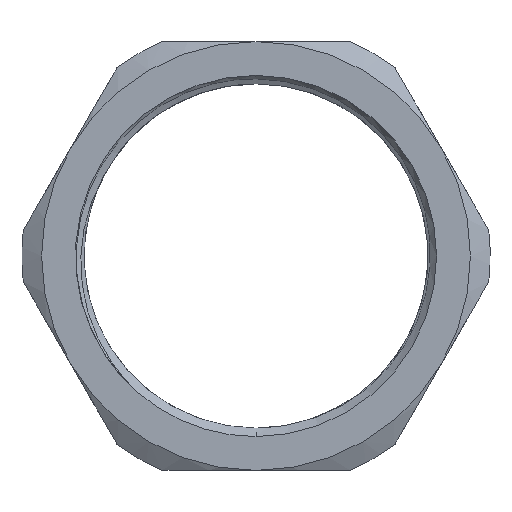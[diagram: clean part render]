
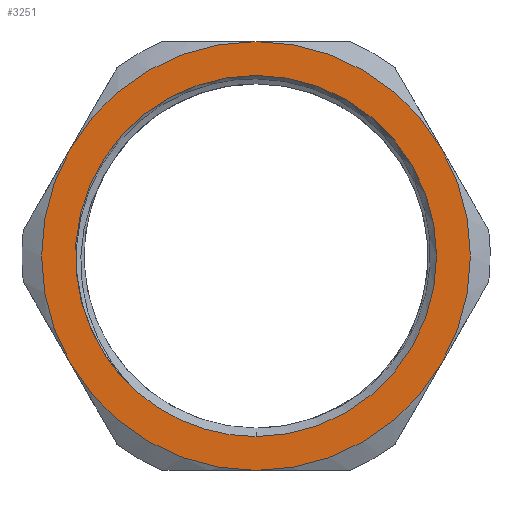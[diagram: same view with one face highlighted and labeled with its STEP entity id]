
A CAD part, front view. The second image highlights one B-rep face of the part: STEP entity #3251.
In plain terms, the highlighted planar face has unit normal (0, -1, 0).
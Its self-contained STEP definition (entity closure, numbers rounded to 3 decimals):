
#15 = DIRECTION ( 'NONE',  ( 0., 0., 1. ) ) ;
#54 = DIRECTION ( 'NONE',  ( 0., 0., 1. ) ) ;
#67 = CARTESIAN_POINT ( 'NONE',  ( 0., 0., 0. ) ) ;
#85 = EDGE_CURVE ( 'NONE', #3231, #2661, #2030, .T. ) ;
#136 = DIRECTION ( 'NONE',  ( 0., -1., 0. ) ) ;
#192 = AXIS2_PLACEMENT_3D ( 'NONE', #67, #731, #992 ) ;
#229 = DIRECTION ( 'NONE',  ( 0., 0., -1. ) ) ;
#256 = ORIENTED_EDGE ( 'NONE', *, *, #3852, .T. ) ;
#259 = AXIS2_PLACEMENT_3D ( 'NONE', #1868, #2527, #579 ) ;
#350 = EDGE_CURVE ( 'NONE', #3678, #2210, #2850, .T. ) ;
#358 = DIRECTION ( 'NONE',  ( 0., 1., 0. ) ) ;
#401 = AXIS2_PLACEMENT_3D ( 'NONE', #1706, #2368, #54 ) ;
#559 = CARTESIAN_POINT ( 'NONE',  ( 0., 0., 0. ) ) ;
#579 = DIRECTION ( 'NONE',  ( 0., 0., 1. ) ) ;
#646 = ORIENTED_EDGE ( 'NONE', *, *, #85, .T. ) ;
#680 = FACE_OUTER_BOUND ( 'NONE', #3925, .T. ) ;
#686 = CARTESIAN_POINT ( 'NONE',  ( 0., 0., 0. ) ) ;
#731 = DIRECTION ( 'NONE',  ( 0., -1., 0. ) ) ;
#741 = EDGE_CURVE ( 'NONE', #2023, #1947, #2939, .T. ) ;
#757 = EDGE_CURVE ( 'NONE', #2223, #1880, #3483, .T. ) ;
#928 = VERTEX_POINT ( 'NONE', #3103 ) ;
#948 = CARTESIAN_POINT ( 'NONE',  ( 16.454, 0., -9.5 ) ) ;
#992 = DIRECTION ( 'NONE',  ( 0., 0., -1. ) ) ;
#1077 = CIRCLE ( 'NONE', #1370, 19. ) ;
#1105 = DIRECTION ( 'NONE',  ( 0., 0., 1. ) ) ;
#1196 = CARTESIAN_POINT ( 'NONE',  ( 0., 0., 0. ) ) ;
#1206 = CARTESIAN_POINT ( 'NONE',  ( 0., 0., -19. ) ) ;
#1226 = CIRCLE ( 'NONE', #259, 16. ) ;
#1269 = CARTESIAN_POINT ( 'NONE',  ( 0., 0., 19. ) ) ;
#1297 = CIRCLE ( 'NONE', #3282, 16. ) ;
#1355 = AXIS2_PLACEMENT_3D ( 'NONE', #2525, #2565, #3232 ) ;
#1370 = AXIS2_PLACEMENT_3D ( 'NONE', #3113, #136, #2813 ) ;
#1381 = CARTESIAN_POINT ( 'NONE',  ( -14.57, 0., -6.613 ) ) ;
#1459 = ORIENTED_EDGE ( 'NONE', *, *, #3729, .T. ) ;
#1602 = DIRECTION ( 'NONE',  ( 0., 0., -1. ) ) ;
#1603 = ORIENTED_EDGE ( 'NONE', *, *, #757, .T. ) ;
#1612 = AXIS2_PLACEMENT_3D ( 'NONE', #686, #2628, #15 ) ;
#1617 = EDGE_CURVE ( 'NONE', #1947, #3231, #3086, .T. ) ;
#1706 = CARTESIAN_POINT ( 'NONE',  ( 0., 0., 0. ) ) ;
#1726 = CARTESIAN_POINT ( 'NONE',  ( 0., 0., 16. ) ) ;
#1823 = CARTESIAN_POINT ( 'NONE',  ( 0., 0., 0. ) ) ;
#1868 = CARTESIAN_POINT ( 'NONE',  ( 0., 0., 0. ) ) ;
#1880 = VERTEX_POINT ( 'NONE', #948 ) ;
#1947 = VERTEX_POINT ( 'NONE', #1269 ) ;
#1978 = EDGE_CURVE ( 'NONE', #2429, #3678, #1226, .T. ) ;
#1983 = CIRCLE ( 'NONE', #192, 19. ) ;
#2023 = VERTEX_POINT ( 'NONE', #2613 ) ;
#2030 = CIRCLE ( 'NONE', #3789, 19. ) ;
#2055 = CIRCLE ( 'NONE', #2394, 16. ) ;
#2182 = EDGE_LOOP ( 'NONE', ( #256, #2687, #2982, #1459 ) ) ;
#2210 = VERTEX_POINT ( 'NONE', #3486 ) ;
#2223 = VERTEX_POINT ( 'NONE', #1206 ) ;
#2226 = ORIENTED_EDGE ( 'NONE', *, *, #3898, .T. ) ;
#2262 = CARTESIAN_POINT ( 'NONE',  ( -16.454, 0., 9.5 ) ) ;
#2270 = DIRECTION ( 'NONE',  ( 0., -1., 0. ) ) ;
#2288 = ORIENTED_EDGE ( 'NONE', *, *, #1617, .T. ) ;
#2368 = DIRECTION ( 'NONE',  ( 0., 1., 0. ) ) ;
#2394 = AXIS2_PLACEMENT_3D ( 'NONE', #1823, #3781, #1105 ) ;
#2395 = AXIS2_PLACEMENT_3D ( 'NONE', #1196, #2918, #229 ) ;
#2429 = VERTEX_POINT ( 'NONE', #1381 ) ;
#2499 = CARTESIAN_POINT ( 'NONE',  ( -16.454, 0., -9.5 ) ) ;
#2525 = CARTESIAN_POINT ( 'NONE',  ( 0., 0., 0. ) ) ;
#2527 = DIRECTION ( 'NONE',  ( 0., 1., 0. ) ) ;
#2565 = DIRECTION ( 'NONE',  ( 0., -1., 0. ) ) ;
#2613 = CARTESIAN_POINT ( 'NONE',  ( 16.454, 0., 9.5 ) ) ;
#2628 = DIRECTION ( 'NONE',  ( 0., 1., 0. ) ) ;
#2661 = VERTEX_POINT ( 'NONE', #2499 ) ;
#2673 = CARTESIAN_POINT ( 'NONE',  ( 0., 0., 0. ) ) ;
#2687 = ORIENTED_EDGE ( 'NONE', *, *, #1978, .T. ) ;
#2709 = FACE_BOUND ( 'NONE', #2182, .T. ) ;
#2810 = ORIENTED_EDGE ( 'NONE', *, *, #741, .T. ) ;
#2813 = DIRECTION ( 'NONE',  ( 0., 0., -1. ) ) ;
#2850 = CIRCLE ( 'NONE', #1612, 16. ) ;
#2918 = DIRECTION ( 'NONE',  ( 0., -1., 0. ) ) ;
#2939 = CIRCLE ( 'NONE', #1355, 19. ) ;
#2982 = ORIENTED_EDGE ( 'NONE', *, *, #350, .T. ) ;
#3086 = CIRCLE ( 'NONE', #2395, 19. ) ;
#3103 = CARTESIAN_POINT ( 'NONE',  ( -10.58, 0., -12.003 ) ) ;
#3113 = CARTESIAN_POINT ( 'NONE',  ( 0., 0., 0. ) ) ;
#3200 = ORIENTED_EDGE ( 'NONE', *, *, #4165, .T. ) ;
#3231 = VERTEX_POINT ( 'NONE', #2262 ) ;
#3232 = DIRECTION ( 'NONE',  ( 0., 0., -1. ) ) ;
#3251 = ADVANCED_FACE ( 'NONE', ( #2709, #680 ), #3961, .F. ) ;
#3282 = AXIS2_PLACEMENT_3D ( 'NONE', #3683, #358, #3308 ) ;
#3308 = DIRECTION ( 'NONE',  ( 0., 0., 1. ) ) ;
#3353 = DIRECTION ( 'NONE',  ( 0., -1., 0. ) ) ;
#3483 = CIRCLE ( 'NONE', #3747, 19. ) ;
#3486 = CARTESIAN_POINT ( 'NONE',  ( 0., 0., -16. ) ) ;
#3678 = VERTEX_POINT ( 'NONE', #1726 ) ;
#3683 = CARTESIAN_POINT ( 'NONE',  ( 0., 0., 0. ) ) ;
#3729 = EDGE_CURVE ( 'NONE', #2210, #928, #1297, .T. ) ;
#3747 = AXIS2_PLACEMENT_3D ( 'NONE', #559, #2270, #1602 ) ;
#3781 = DIRECTION ( 'NONE',  ( 0., 1., 0. ) ) ;
#3789 = AXIS2_PLACEMENT_3D ( 'NONE', #2673, #3353, #3964 ) ;
#3852 = EDGE_CURVE ( 'NONE', #928, #2429, #2055, .T. ) ;
#3898 = EDGE_CURVE ( 'NONE', #2661, #2223, #1077, .T. ) ;
#3925 = EDGE_LOOP ( 'NONE', ( #2810, #2288, #646, #2226, #1603, #3200 ) ) ;
#3961 = PLANE ( 'NONE',  #401 ) ;
#3964 = DIRECTION ( 'NONE',  ( 0., 0., -1. ) ) ;
#4165 = EDGE_CURVE ( 'NONE', #1880, #2023, #1983, .T. ) ;
